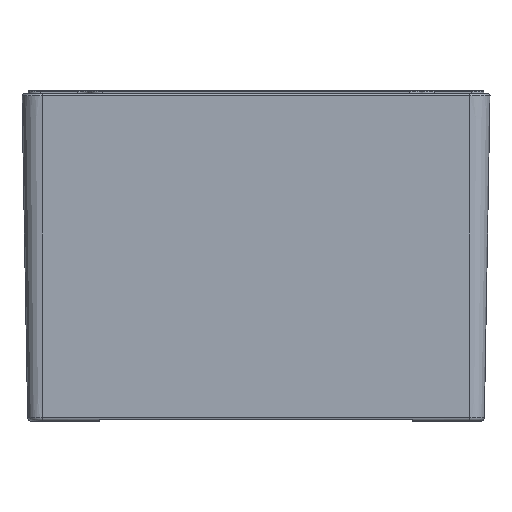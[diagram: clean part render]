
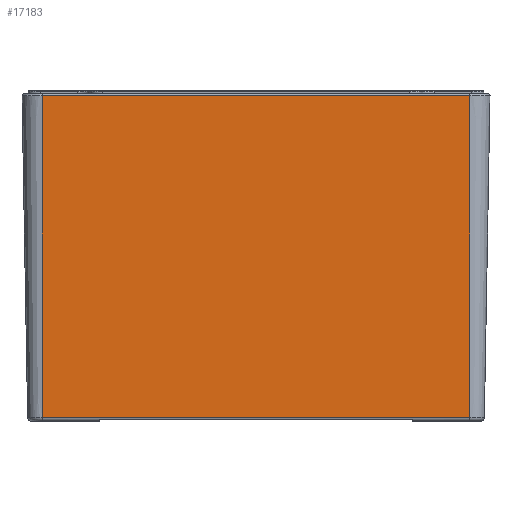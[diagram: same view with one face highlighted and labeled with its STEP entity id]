
A CAD part, left-side view. The second image highlights one B-rep face of the part: STEP entity #17183.
In plain terms, the highlighted planar face has unit normal (-1, 0, -0.018).
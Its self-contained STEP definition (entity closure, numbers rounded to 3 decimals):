
#17163=AXIS2_PLACEMENT_3D('Plane Axis2P3D',#17160,#17161,#17162) ;
#16552=CARTESIAN_POINT('Vertex',(0.,219.983,160.)) ;
#16573=CARTESIAN_POINT('Line Origine',(0.,114.983,160.)) ;
#16577=CARTESIAN_POINT('Vertex',(0.,9.983,160.)) ;
#17144=CARTESIAN_POINT('Vertex',(2.759,219.983,1.965)) ;
#17147=CARTESIAN_POINT('Line Origine',(-43626.034,219.983,2499493.788)) ;
#17160=CARTESIAN_POINT('Axis2P3D Location',(-0.017,114.983,161.)) ;
#17165=CARTESIAN_POINT('Line Origine',(2.759,114.983,1.965)) ;
#17169=CARTESIAN_POINT('Vertex',(2.759,9.983,1.965)) ;
#17172=CARTESIAN_POINT('Line Origine',(1.379,9.983,80.983)) ;
#16574=DIRECTION('Vector Direction',(0.,-1.,0.)) ;
#17148=DIRECTION('Vector Direction',(-0.017,0.,1.)) ;
#17161=DIRECTION('Axis2P3D Direction',(1.,-0.,0.017)) ;
#17162=DIRECTION('Axis2P3D XDirection',(0.,1.,0.)) ;
#17166=DIRECTION('Vector Direction',(0.,1.,0.)) ;
#17173=DIRECTION('Vector Direction',(-0.017,0.,1.)) ;
#16575=VECTOR('Line Direction',#16574,1.) ;
#17149=VECTOR('Line Direction',#17148,1.) ;
#17167=VECTOR('Line Direction',#17166,1.) ;
#17174=VECTOR('Line Direction',#17173,1.) ;
#17178=ORIENTED_EDGE('',*,*,#16579,.F.) ;
#17179=ORIENTED_EDGE('',*,*,#17151,.T.) ;
#17180=ORIENTED_EDGE('',*,*,#17171,.F.) ;
#17181=ORIENTED_EDGE('',*,*,#17176,.F.) ;
#17183=ADVANCED_FACE('77085_K75_Unterteil.1\\K\X2\00F6\X0\rper.3',(#17182),#17164,.F.) ;
#16579=EDGE_CURVE('',#16553,#16578,#16576,.T.) ;
#17151=EDGE_CURVE('',#16553,#17145,#17150,.F.) ;
#17171=EDGE_CURVE('',#17170,#17145,#17168,.T.) ;
#17176=EDGE_CURVE('',#16578,#17170,#17175,.F.) ;
#17177=EDGE_LOOP('',(#17178,#17179,#17180,#17181)) ;
#17182=FACE_OUTER_BOUND('',#17177,.T.) ;
#16576=LINE('Line',#16573,#16575) ;
#17150=LINE('Line',#17147,#17149) ;
#17168=LINE('Line',#17165,#17167) ;
#17175=LINE('Line',#17172,#17174) ;
#17164=PLANE('',#17163) ;
#16553=VERTEX_POINT('',#16552) ;
#16578=VERTEX_POINT('',#16577) ;
#17145=VERTEX_POINT('',#17144) ;
#17170=VERTEX_POINT('',#17169) ;
